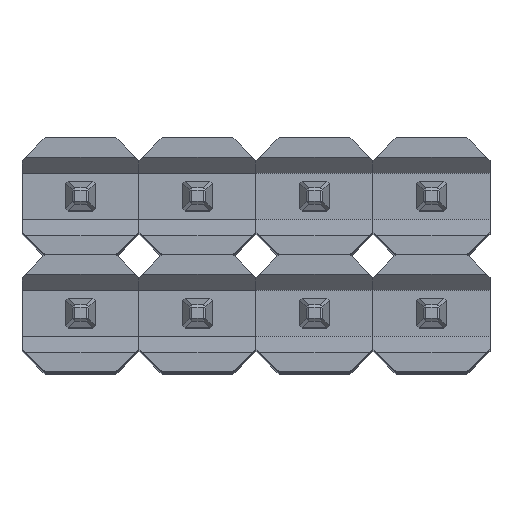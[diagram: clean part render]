
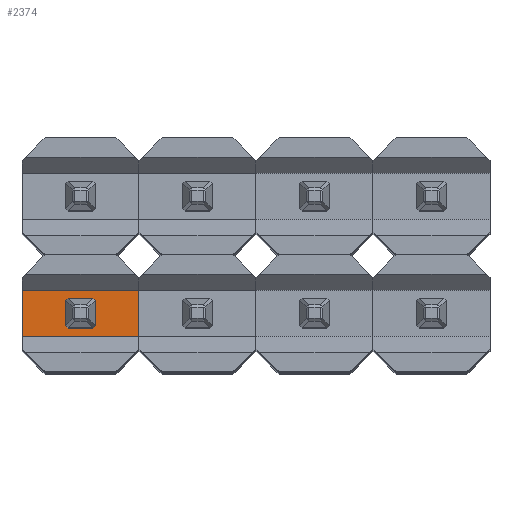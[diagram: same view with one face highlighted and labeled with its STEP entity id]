
A CAD part, top view. The second image highlights one B-rep face of the part: STEP entity #2374.
In plain terms, the highlighted face is planar.
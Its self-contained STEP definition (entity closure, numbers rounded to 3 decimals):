
#107=FACE_BOUND('',#363,.T.);
#234=FACE_OUTER_BOUND('',#362,.T.);
#362=EDGE_LOOP('',(#1777,#1778,#1779,#1780));
#363=EDGE_LOOP('',(#1781,#1782,#1783,#1784,#1785,#1786,#1787,#1788));
#549=LINE('',#3543,#861);
#553=LINE('',#3551,#865);
#554=LINE('',#3553,#866);
#555=LINE('',#3554,#867);
#556=LINE('',#3557,#868);
#557=LINE('',#3559,#869);
#558=LINE('',#3561,#870);
#559=LINE('',#3563,#871);
#560=LINE('',#3565,#872);
#561=LINE('',#3567,#873);
#562=LINE('',#3569,#874);
#563=LINE('',#3570,#875);
#861=VECTOR('',#2903,10.);
#865=VECTOR('',#2909,10.);
#866=VECTOR('',#2910,10.);
#867=VECTOR('',#2911,10.);
#868=VECTOR('',#2912,10.);
#869=VECTOR('',#2913,10.);
#870=VECTOR('',#2914,10.);
#871=VECTOR('',#2915,10.);
#872=VECTOR('',#2916,10.);
#873=VECTOR('',#2917,10.);
#874=VECTOR('',#2918,10.);
#875=VECTOR('',#2919,10.);
#1133=VERTEX_POINT('',#3540);
#1134=VERTEX_POINT('',#3542);
#1137=VERTEX_POINT('',#3550);
#1138=VERTEX_POINT('',#3552);
#1139=VERTEX_POINT('',#3555);
#1140=VERTEX_POINT('',#3556);
#1141=VERTEX_POINT('',#3558);
#1142=VERTEX_POINT('',#3560);
#1143=VERTEX_POINT('',#3562);
#1144=VERTEX_POINT('',#3564);
#1145=VERTEX_POINT('',#3566);
#1146=VERTEX_POINT('',#3568);
#1365=EDGE_CURVE('',#1134,#1133,#549,.T.);
#1369=EDGE_CURVE('',#1134,#1137,#553,.T.);
#1370=EDGE_CURVE('',#1138,#1133,#554,.T.);
#1371=EDGE_CURVE('',#1137,#1138,#555,.T.);
#1372=EDGE_CURVE('',#1139,#1140,#556,.T.);
#1373=EDGE_CURVE('',#1141,#1139,#557,.T.);
#1374=EDGE_CURVE('',#1142,#1141,#558,.T.);
#1375=EDGE_CURVE('',#1143,#1142,#559,.T.);
#1376=EDGE_CURVE('',#1144,#1143,#560,.T.);
#1377=EDGE_CURVE('',#1145,#1144,#561,.T.);
#1378=EDGE_CURVE('',#1146,#1145,#562,.T.);
#1379=EDGE_CURVE('',#1140,#1146,#563,.T.);
#1777=ORIENTED_EDGE('',*,*,#1369,.F.);
#1778=ORIENTED_EDGE('',*,*,#1365,.T.);
#1779=ORIENTED_EDGE('',*,*,#1370,.F.);
#1780=ORIENTED_EDGE('',*,*,#1371,.F.);
#1781=ORIENTED_EDGE('',*,*,#1372,.F.);
#1782=ORIENTED_EDGE('',*,*,#1373,.F.);
#1783=ORIENTED_EDGE('',*,*,#1374,.F.);
#1784=ORIENTED_EDGE('',*,*,#1375,.F.);
#1785=ORIENTED_EDGE('',*,*,#1376,.F.);
#1786=ORIENTED_EDGE('',*,*,#1377,.F.);
#1787=ORIENTED_EDGE('',*,*,#1378,.F.);
#1788=ORIENTED_EDGE('',*,*,#1379,.F.);
#2246=PLANE('',#2602);
#2374=ADVANCED_FACE('',(#234,#107),#2246,.F.);
#2602=AXIS2_PLACEMENT_3D('',#3549,#2907,#2908);
#2903=DIRECTION('',(1.,0.,0.));
#2907=DIRECTION('center_axis',(0.,0.,1.));
#2908=DIRECTION('ref_axis',(0.,-1.,0.));
#2909=DIRECTION('',(0.,-1.,0.));
#2910=DIRECTION('',(0.,1.,0.));
#2911=DIRECTION('',(1.,0.,0.));
#2912=DIRECTION('',(-0.707,-0.707,0.));
#2913=DIRECTION('',(0.,-1.,0.));
#2914=DIRECTION('',(0.707,-0.707,0.));
#2915=DIRECTION('',(1.,0.,0.));
#2916=DIRECTION('',(0.707,0.707,0.));
#2917=DIRECTION('',(0.,1.,0.));
#2918=DIRECTION('',(-0.707,0.707,0.));
#2919=DIRECTION('',(-1.,0.,0.));
#3540=CARTESIAN_POINT('',(1.27,0.5,0.75));
#3542=CARTESIAN_POINT('',(-1.27,0.5,0.75));
#3543=CARTESIAN_POINT('',(-1.27,0.5,0.75));
#3549=CARTESIAN_POINT('Origin',(-1.27,0.5,0.75));
#3550=CARTESIAN_POINT('',(-1.27,-0.5,0.75));
#3551=CARTESIAN_POINT('',(-1.27,0.635,0.75));
#3552=CARTESIAN_POINT('',(1.27,-0.5,0.75));
#3553=CARTESIAN_POINT('',(1.27,-0.135,0.75));
#3554=CARTESIAN_POINT('',(-1.27,-0.5,0.75));
#3555=CARTESIAN_POINT('',(0.32,-0.27,0.75));
#3556=CARTESIAN_POINT('',(0.27,-0.32,0.75));
#3557=CARTESIAN_POINT('',(0.115,-0.475,0.75));
#3558=CARTESIAN_POINT('',(0.32,0.27,0.75));
#3559=CARTESIAN_POINT('',(0.32,0.385,0.75));
#3560=CARTESIAN_POINT('',(0.27,0.32,0.75));
#3561=CARTESIAN_POINT('',(-0.16,0.75,0.75));
#3562=CARTESIAN_POINT('',(-0.27,0.32,0.75));
#3563=CARTESIAN_POINT('',(-0.77,0.32,0.75));
#3564=CARTESIAN_POINT('',(-0.32,0.27,0.75));
#3565=CARTESIAN_POINT('',(-0.5,0.09,0.75));
#3566=CARTESIAN_POINT('',(-0.32,-0.27,0.75));
#3567=CARTESIAN_POINT('',(-0.32,0.115,0.75));
#3568=CARTESIAN_POINT('',(-0.27,-0.32,0.75));
#3569=CARTESIAN_POINT('',(-0.725,0.135,0.75));
#3570=CARTESIAN_POINT('',(-0.5,-0.32,0.75));
